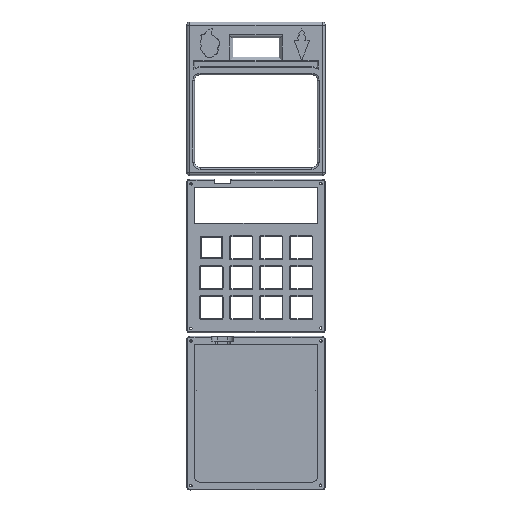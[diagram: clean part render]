
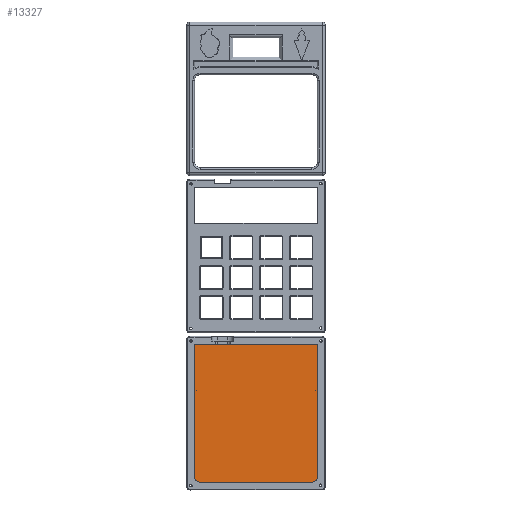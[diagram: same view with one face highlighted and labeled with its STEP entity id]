
A CAD part, top view. The second image highlights one B-rep face of the part: STEP entity #13327.
In plain terms, the highlighted planar face has unit normal (0, 0, 1).
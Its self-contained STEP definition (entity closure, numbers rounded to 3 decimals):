
#13077=CARTESIAN_POINT('',(0.,0.,-15.));
#13078=VERTEX_POINT('',#13077);
#13085=CARTESIAN_POINT('',(0.,-0.051,-15.));
#13086=VERTEX_POINT('',#13085);
#13087=CARTESIAN_POINT('',(0.,-0.,-15.));
#13088=DIRECTION('',(-0.,-1.,-0.));
#13089=VECTOR('',#13088,0.051);
#13090=LINE('',#13087,#13089);
#13091=EDGE_CURVE('',#13078,#13086,#13090,.T.);
#13117=CARTESIAN_POINT('',(0.051,0.,-15.));
#13118=VERTEX_POINT('',#13117);
#13125=CARTESIAN_POINT('',(0.051,0.,-15.));
#13126=DIRECTION('',(-1.,-0.,0.));
#13127=VECTOR('',#13126,0.051);
#13128=LINE('',#13125,#13127);
#13129=EDGE_CURVE('',#13118,#13078,#13128,.T.);
#13154=CARTESIAN_POINT('',(2.5,-2.5,-15.));
#13155=DIRECTION('',(-0.,-0.,1.));
#13156=DIRECTION('',(-1.,0.,0.));
#13157=AXIS2_PLACEMENT_3D('',#13154,#13155,#13156);
#13158=CIRCLE('',#13157,3.5);
#13159=EDGE_CURVE('',#13118,#13086,#13158,.T.);
#13172=CARTESIAN_POINT('',(76.2,0.,-15.));
#13173=VERTEX_POINT('',#13172);
#13180=CARTESIAN_POINT('',(76.149,-0.,-15.));
#13181=VERTEX_POINT('',#13180);
#13182=CARTESIAN_POINT('',(76.2,0.,-15.));
#13183=DIRECTION('',(-1.,-0.,0.));
#13184=VECTOR('',#13183,0.051);
#13185=LINE('',#13182,#13184);
#13186=EDGE_CURVE('',#13173,#13181,#13185,.T.);
#13210=CARTESIAN_POINT('',(76.2,-0.051,-15.));
#13211=VERTEX_POINT('',#13210);
#13212=CARTESIAN_POINT('',(76.2,-0.,-15.));
#13213=DIRECTION('',(-0.,-1.,-0.));
#13214=VECTOR('',#13213,0.051);
#13215=LINE('',#13212,#13214);
#13216=EDGE_CURVE('',#13173,#13211,#13215,.T.);
#13249=CARTESIAN_POINT('',(73.7,-2.5,-15.));
#13250=DIRECTION('',(-0.,-0.,1.));
#13251=DIRECTION('',(-1.,0.,0.));
#13252=AXIS2_PLACEMENT_3D('',#13249,#13250,#13251);
#13253=CIRCLE('',#13252,3.5);
#13254=EDGE_CURVE('',#13211,#13181,#13253,.T.);
#13260=CARTESIAN_POINT('',(38.1,1.5,-15.));
#13261=DIRECTION('',(0.,0.,1.));
#13262=DIRECTION('',(1.,0.,0.));
#13263=AXIS2_PLACEMENT_3D('',#13260,#13261,#13262);
#13264=PLANE('',#13263);
#13265=ORIENTED_EDGE('',*,*,#13216,.T.);
#13266=ORIENTED_EDGE('',*,*,#13254,.T.);
#13267=ORIENTED_EDGE('',*,*,#13186,.F.);
#13268=EDGE_LOOP('',(#13265,#13266,#13267));
#13269=FACE_BOUND('',#13268,.T.);
#13270=ORIENTED_EDGE('',*,*,#13129,.F.);
#13271=ORIENTED_EDGE('',*,*,#13159,.T.);
#13272=ORIENTED_EDGE('',*,*,#13091,.F.);
#13273=EDGE_LOOP('',(#13270,#13271,#13272));
#13274=FACE_BOUND('',#13273,.T.);
#13275=CARTESIAN_POINT('',(-1.,-54.65,-15.));
#13276=VERTEX_POINT('',#13275);
#13277=CARTESIAN_POINT('',(-1.,29.5,-15.));
#13278=VERTEX_POINT('',#13277);
#13279=CARTESIAN_POINT('',(-1.,-54.65,-15.));
#13280=DIRECTION('',(0.,1.,0.));
#13281=VECTOR('',#13280,84.15);
#13282=LINE('',#13279,#13281);
#13283=EDGE_CURVE('',#13276,#13278,#13282,.T.);
#13284=ORIENTED_EDGE('',*,*,#13283,.F.);
#13285=CARTESIAN_POINT('',(2.5,-58.15,-15.));
#13286=VERTEX_POINT('',#13285);
#13287=CARTESIAN_POINT('',(2.5,-54.65,-15.));
#13288=DIRECTION('',(-0.,-0.,1.));
#13289=DIRECTION('',(-1.,0.,0.));
#13290=AXIS2_PLACEMENT_3D('',#13287,#13288,#13289);
#13291=CIRCLE('',#13290,3.5);
#13292=EDGE_CURVE('',#13276,#13286,#13291,.T.);
#13293=ORIENTED_EDGE('',*,*,#13292,.T.);
#13294=CARTESIAN_POINT('',(73.7,-58.15,-15.));
#13295=VERTEX_POINT('',#13294);
#13296=CARTESIAN_POINT('',(2.5,-58.15,-15.));
#13297=DIRECTION('',(1.,0.,-0.));
#13298=VECTOR('',#13297,71.2);
#13299=LINE('',#13296,#13298);
#13300=EDGE_CURVE('',#13286,#13295,#13299,.T.);
#13301=ORIENTED_EDGE('',*,*,#13300,.T.);
#13302=CARTESIAN_POINT('',(77.2,-54.65,-15.));
#13303=VERTEX_POINT('',#13302);
#13304=CARTESIAN_POINT('',(73.7,-54.65,-15.));
#13305=DIRECTION('',(-0.,-0.,1.));
#13306=DIRECTION('',(-1.,0.,0.));
#13307=AXIS2_PLACEMENT_3D('',#13304,#13305,#13306);
#13308=CIRCLE('',#13307,3.5);
#13309=EDGE_CURVE('',#13295,#13303,#13308,.T.);
#13310=ORIENTED_EDGE('',*,*,#13309,.T.);
#13311=CARTESIAN_POINT('',(77.2,29.5,-15.));
#13312=VERTEX_POINT('',#13311);
#13313=CARTESIAN_POINT('',(77.2,-54.65,-15.));
#13314=DIRECTION('',(0.,1.,0.));
#13315=VECTOR('',#13314,84.15);
#13316=LINE('',#13313,#13315);
#13317=EDGE_CURVE('',#13303,#13312,#13316,.T.);
#13318=ORIENTED_EDGE('',*,*,#13317,.T.);
#13319=CARTESIAN_POINT('',(-1.,29.5,-15.));
#13320=DIRECTION('',(1.,0.,-0.));
#13321=VECTOR('',#13320,78.2);
#13322=LINE('',#13319,#13321);
#13323=EDGE_CURVE('',#13278,#13312,#13322,.T.);
#13324=ORIENTED_EDGE('',*,*,#13323,.F.);
#13325=EDGE_LOOP('',(#13284,#13293,#13301,#13310,#13318,#13324));
#13326=FACE_BOUND('',#13325,.T.);
#13327=ADVANCED_FACE('',(#13269,#13274,#13326),#13264,.T.);
